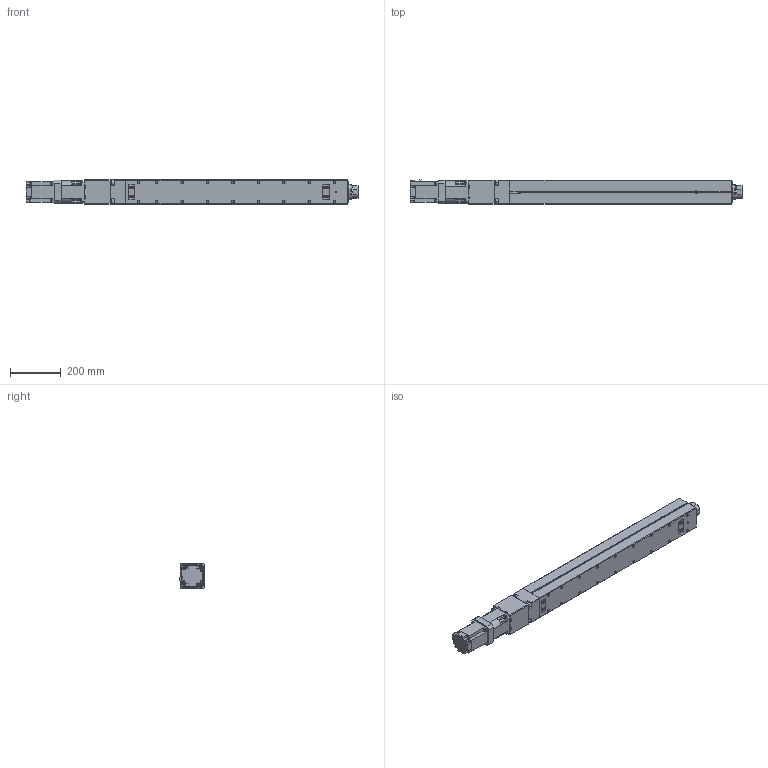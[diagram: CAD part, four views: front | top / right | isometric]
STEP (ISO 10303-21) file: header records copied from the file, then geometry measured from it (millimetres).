
FILE_DESCRIPTION (( 'STEP AP214' ), '1' );
FILE_NAME ('ETHU20BC03-20X05-0700-XXXX.STEP', '2025-02-27T16:20:24', ( '' ), ( '' ), 'SwSTEP 2.0', 'SolidWorks 2022', '' );
FILE_SCHEMA (( 'AUTOMOTIVE_DESIGN' ));
Length unit declared in the file: millimetre
Products named in the file (7): ETHU20-200FANGTOOTH; ETHU20-700MOTOR; ETHU20-700SENSOR; ETHU20-700GEARBOX; ETHU20-700-1; ETHU20-700ROD; ETHU20BC03-20X05-0700-XXXX
Assembly tree (8 placements, depth 2):
  ETHU20BC03-20X05-0700-XXXX
    ETHU20-700-1
    ETHU20-200FANGTOOTH
    ETHU20-700GEARBOX
    ETHU20-700MOTOR
    ETHU20-700SENSOR  x3
    ETHU20-700ROD
Bounding box: 1306.2 x 96.3 x 95 mm (x, y, z)
Surface area: 746752.3 mm2
Topology: 8 solids, 8 shells, 1151 faces, 2901 edges, 1863 vertices
Faces by surface type: plane 714, cylinder 273, cone 124, torus 40
Entity records: 34401 total; most frequent: CARTESIAN_POINT 6482, DIRECTION 5776, ORIENTED_EDGE 5682, EDGE_CURVE 2841, LINE 2074, VECTOR 2074, AXIS2_PLACEMENT_3D 1851, VERTEX_POINT 1823
